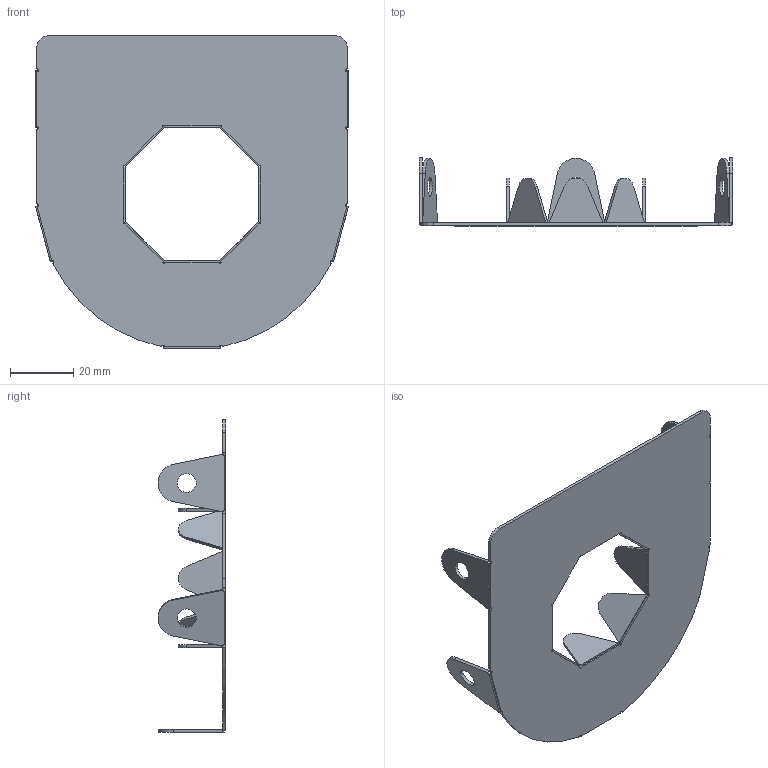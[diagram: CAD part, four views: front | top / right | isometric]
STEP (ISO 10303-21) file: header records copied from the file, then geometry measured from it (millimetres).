
FILE_DESCRIPTION(/* description */ ('VariCAD 2021-1.02 AP-214'),/* implementation_level */ '2;1');
FILE_NAME(/* name */ 'part-50_Drill-Holder.stp',/* time_stamp */ '2022-06-12T18:40:28+02:00',/* author */ (''),/* organization */ (''),/* preprocessor_version */ 'VariCAD 2021-1.02',/* originating_system */ 'VariCAD 2021-1.02; kernel version (20180118)',/* authorisation */ '');
FILE_SCHEMA(('AUTOMOTIVE_DESIGN'));
Length unit declared in the file: millimetre
Products named in the file (2): part-50_Drill-Holder
Assembly tree (1 placements, depth 2):
  part-50_Drill-Holder
    (unnamed)
Bounding box: 99 x 21.37 x 98.63 mm (x, y, z)
Volume: 9613.1 mm3; surface area: 20233.9 mm2
Topology: 1 solids, 1 shells, 158 faces, 462 edges, 306 vertices
Faces by surface type: plane 101, cylinder 57
Entity records: 5488 total; most frequent: CARTESIAN_POINT 1170, ORIENTED_EDGE 924, DIRECTION 874, EDGE_CURVE 462, VERTEX_POINT 306, LINE 302, VECTOR 302, AXIS2_PLACEMENT_3D 286
